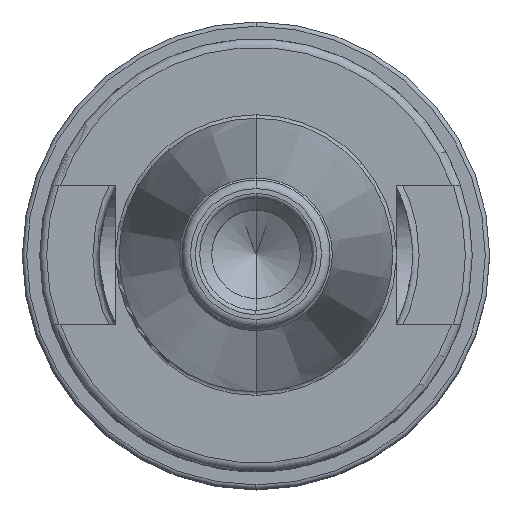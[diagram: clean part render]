
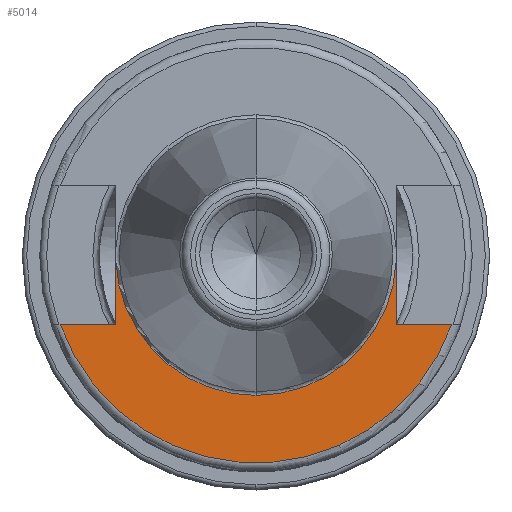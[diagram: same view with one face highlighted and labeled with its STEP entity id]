
A CAD part, top view. The second image highlights one B-rep face of the part: STEP entity #5014.
In plain terms, the highlighted planar face has unit normal (0, 0, 1).
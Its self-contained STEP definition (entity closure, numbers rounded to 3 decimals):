
#351=CARTESIAN_POINT('',(0,0,8));
#352=DIRECTION('',(0,0,-1));
#353=DIRECTION('',(0.999,-0.045,0));
#354=AXIS2_PLACEMENT_3D('',#351,#352,#353);
#2033=CARTESIAN_POINT('',(0,0,8));
#2034=DIRECTION('',(0,0,1));
#2035=DIRECTION('',(-0.942,-0.335,0));
#2036=AXIS2_PLACEMENT_3D('',#2033,#2034,#2035);
#2084=DIRECTION('',(1,0,0));
#2085=VECTOR('',#2084,6.41);
#2086=CARTESIAN_POINT('',(-22.61,-8.05,8));
#2087=LINE('',#2086,#2085);
#2088=DIRECTION('',(0,1,0));
#2089=VECTOR('',#2088,7.315);
#2090=CARTESIAN_POINT('',(-16.2,-8.05,8));
#2091=LINE('',#2090,#2089);
#2092=DIRECTION('',(0,-1,0));
#2093=VECTOR('',#2092,7.315);
#2094=CARTESIAN_POINT('',(16.2,-0.735,8));
#2095=LINE('',#2094,#2093);
#2096=DIRECTION('',(-1,0,0));
#2097=VECTOR('',#2096,6.41);
#2098=CARTESIAN_POINT('',(22.61,-8.05,8));
#2099=LINE('',#2098,#2097);
#2137=CARTESIAN_POINT('',(0,0,8));
#2138=DIRECTION('',(0,0,1));
#2139=DIRECTION('',(-0.999,-0.045,0));
#2140=AXIS2_PLACEMENT_3D('',#2137,#2138,#2139);
#2182=CARTESIAN_POINT('',(0,-16.217,8));
#2184=VERTEX_POINT('',#2182);
#2236=CARTESIAN_POINT('',(-22.61,-8.05,8));
#2237=CARTESIAN_POINT('',(-16.2,-8.05,8));
#2238=VERTEX_POINT('',#2236);
#2239=VERTEX_POINT('',#2237);
#2240=CARTESIAN_POINT('',(-16.2,-0.735,8));
#2241=VERTEX_POINT('',#2240);
#2252=CARTESIAN_POINT('',(16.2,-0.735,8));
#2253=CARTESIAN_POINT('',(16.2,-8.05,8));
#2254=VERTEX_POINT('',#2252);
#2255=VERTEX_POINT('',#2253);
#2256=CARTESIAN_POINT('',(22.61,-8.05,8));
#2257=VERTEX_POINT('',#2256);
#4998=CARTESIAN_POINT('',(0,0,8));
#4999=DIRECTION('',(0,0,-1));
#5000=DIRECTION('',(0,-1,0));
#5001=AXIS2_PLACEMENT_3D('',#4998,#4999,#5000);
#5002=PLANE('',#5001);
#5003=ORIENTED_EDGE('',*,*,#3192,.T.);
#5004=ORIENTED_EDGE('',*,*,#3257,.T.);
#5006=ORIENTED_EDGE('',*,*,#5005,.T.);
#5007=ORIENTED_EDGE('',*,*,#3091,.F.);
#5008=ORIENTED_EDGE('',*,*,#3122,.T.);
#5010=ORIENTED_EDGE('',*,*,#5009,.F.);
#5011=ORIENTED_EDGE('',*,*,#4978,.F.);
#5012=EDGE_LOOP('',(#5003,#5004,#5006,#5007,#5008,#5010,#5011));
#5013=FACE_OUTER_BOUND('',#5012,.F.);
#5014=ADVANCED_FACE('',(#5013),#5002,.F.);
#355=CIRCLE('',#354,16.217);
#2037=CIRCLE('',#2036,24);
#2141=CIRCLE('',#2140,16.217);
#3091=EDGE_CURVE('',#2254,#2184,#355,.T.);
#3122=EDGE_CURVE('',#2254,#2255,#2095,.T.);
#3192=EDGE_CURVE('',#2238,#2239,#2087,.T.);
#3257=EDGE_CURVE('',#2239,#2241,#2091,.T.);
#4978=EDGE_CURVE('',#2238,#2257,#2037,.T.);
#5005=EDGE_CURVE('',#2241,#2184,#2141,.T.);
#5009=EDGE_CURVE('',#2257,#2255,#2099,.T.);
